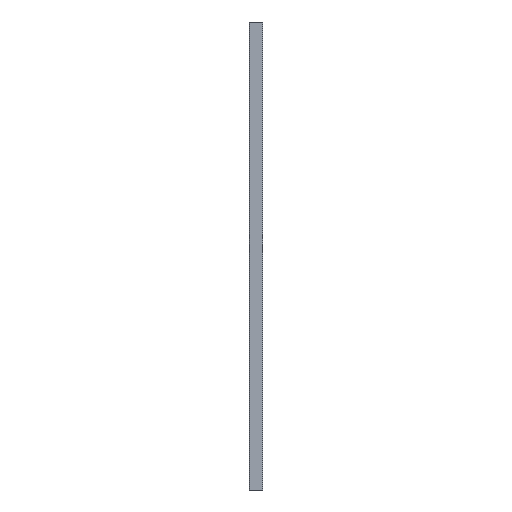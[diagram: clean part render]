
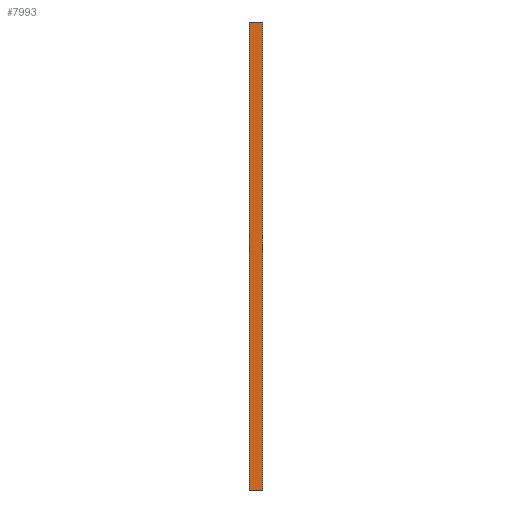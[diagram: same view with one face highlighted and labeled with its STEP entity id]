
A CAD part, left-side view. The second image highlights one B-rep face of the part: STEP entity #7993.
In plain terms, the highlighted planar face has unit normal (-1, 0, 0).
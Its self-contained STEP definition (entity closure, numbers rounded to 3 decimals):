
#648=PLANE('',#8768);
#1002=FACE_OUTER_BOUND('',#1417,.T.);
#1417=EDGE_LOOP('',(#7247,#7248,#7249,#7250));
#1525=LINE('',#11160,#2172);
#1539=LINE('',#11199,#2186);
#2072=LINE('',#14949,#2719);
#2073=LINE('',#14951,#2720);
#2172=VECTOR('',#8932,10.);
#2186=VECTOR('',#8962,10.);
#2719=VECTOR('',#10905,10.);
#2720=VECTOR('',#10908,10.);
#3017=VERTEX_POINT('',#11157);
#3018=VERTEX_POINT('',#11159);
#3034=VERTEX_POINT('',#11196);
#3035=VERTEX_POINT('',#11198);
#3853=EDGE_CURVE('',#3017,#3018,#1525,.T.);
#3874=EDGE_CURVE('',#3034,#3035,#1539,.T.);
#4984=EDGE_CURVE('',#3034,#3018,#2072,.T.);
#4985=EDGE_CURVE('',#3035,#3017,#2073,.T.);
#7247=ORIENTED_EDGE('',*,*,#3874,.F.);
#7248=ORIENTED_EDGE('',*,*,#4984,.T.);
#7249=ORIENTED_EDGE('',*,*,#3853,.F.);
#7250=ORIENTED_EDGE('',*,*,#4985,.F.);
#7993=ADVANCED_FACE('',(#1002),#648,.F.);
#8768=AXIS2_PLACEMENT_3D('',#14950,#10906,#10907);
#8932=DIRECTION('',(0.,1.,0.));
#8962=DIRECTION('',(0.,-1.,0.));
#10905=DIRECTION('',(0.,0.,-1.));
#10906=DIRECTION('center_axis',(1.,0.,0.));
#10907=DIRECTION('ref_axis',(0.,0.,-1.));
#10908=DIRECTION('',(0.,0.,-1.));
#11157=CARTESIAN_POINT('',(-29.937,0.,0.));
#11159=CARTESIAN_POINT('',(-29.937,139.041,0.));
#11160=CARTESIAN_POINT('',(-29.937,139.041,0.));
#11196=CARTESIAN_POINT('',(-29.937,139.041,5000.));
#11198=CARTESIAN_POINT('',(-29.937,0.,5000.));
#11199=CARTESIAN_POINT('',(-29.937,0.,5000.));
#14949=CARTESIAN_POINT('',(-29.937,139.041,5000.));
#14950=CARTESIAN_POINT('Origin',(-29.937,139.041,0.));
#14951=CARTESIAN_POINT('',(-29.937,0.,5000.));
